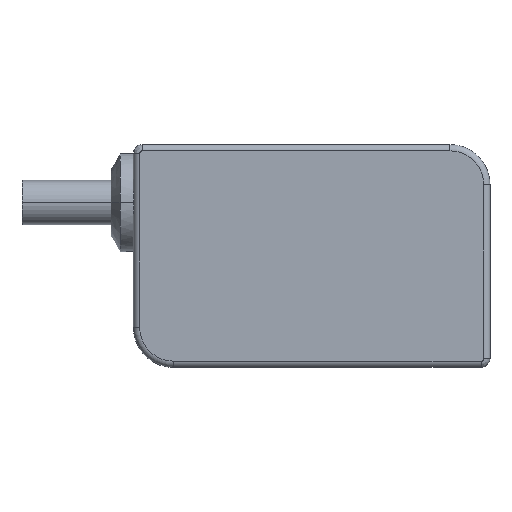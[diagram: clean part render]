
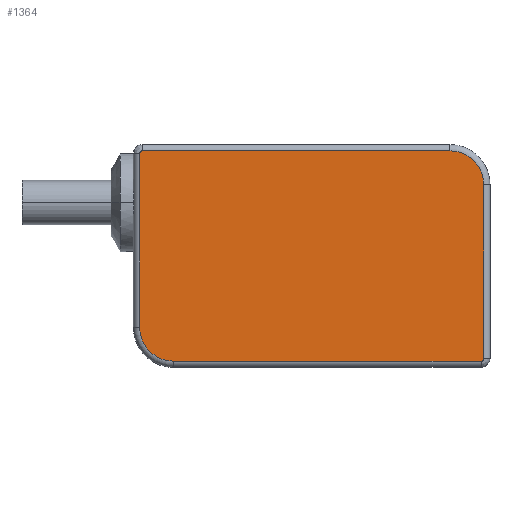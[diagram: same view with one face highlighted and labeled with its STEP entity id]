
A CAD part, front view. The second image highlights one B-rep face of the part: STEP entity #1364.
In plain terms, the highlighted planar face has unit normal (0, -1, 0).
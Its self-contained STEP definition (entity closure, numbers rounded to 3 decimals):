
#41=CARTESIAN_POINT('',(35.5,0.,-4.5));
#42=DIRECTION('',(0.,-1.,0.));
#43=DIRECTION('',(1.,0.,0.));
#44=AXIS2_PLACEMENT_3D('',#41,#42,#43);
#56=DIRECTION('',(-1.,0.,0.));
#57=VECTOR('',#56,34.5);
#58=CARTESIAN_POINT('',(35.5,0.,-0.7));
#59=LINE('',#58,#57);
#69=CARTESIAN_POINT('',(1.,0.,-1.));
#70=DIRECTION('',(0.,-1.,0.));
#71=DIRECTION('',(0.,0.,1.));
#72=AXIS2_PLACEMENT_3D('',#69,#70,#71);
#105=DIRECTION('',(0.,0.,-1.));
#106=VECTOR('',#105,19.5);
#107=CARTESIAN_POINT('',(0.7,0.,-1.));
#108=LINE('',#107,#106);
#212=CARTESIAN_POINT('',(4.5,0.,-20.5));
#213=DIRECTION('',(0.,-1.,0.));
#214=DIRECTION('',(-1.,0.,0.));
#215=AXIS2_PLACEMENT_3D('',#212,#213,#214);
#227=DIRECTION('',(1.,0.,0.));
#228=VECTOR('',#227,34.5);
#229=CARTESIAN_POINT('',(4.5,0.,-24.3));
#230=LINE('',#229,#228);
#240=CARTESIAN_POINT('',(39.,0.,-24.));
#241=DIRECTION('',(0.,-1.,0.));
#242=DIRECTION('',(0.,0.,-1.));
#243=AXIS2_PLACEMENT_3D('',#240,#241,#242);
#255=DIRECTION('',(0.,0.,1.));
#256=VECTOR('',#255,19.5);
#257=CARTESIAN_POINT('',(39.3,0.,-24.));
#258=LINE('',#257,#256);
#1112=CARTESIAN_POINT('',(39.3,0.,-4.5));
#1113=CARTESIAN_POINT('',(35.5,0.,-0.7));
#1114=VERTEX_POINT('',#1112);
#1115=VERTEX_POINT('',#1113);
#1120=CARTESIAN_POINT('',(1.,0.,-0.7));
#1121=VERTEX_POINT('',#1120);
#1124=CARTESIAN_POINT('',(0.7,0.,-1.));
#1125=VERTEX_POINT('',#1124);
#1128=CARTESIAN_POINT('',(0.7,0.,-20.5));
#1129=VERTEX_POINT('',#1128);
#1130=CARTESIAN_POINT('',(4.5,0.,-24.3));
#1131=VERTEX_POINT('',#1130);
#1136=CARTESIAN_POINT('',(39.,0.,-24.3));
#1137=VERTEX_POINT('',#1136);
#1140=CARTESIAN_POINT('',(39.3,0.,-24.));
#1141=VERTEX_POINT('',#1140);
#1341=CARTESIAN_POINT('',(0.,0.,0.));
#1342=DIRECTION('',(0.,1.,0.));
#1343=DIRECTION('',(1.,0.,0.));
#1344=AXIS2_PLACEMENT_3D('',#1341,#1342,#1343);
#1345=PLANE('',#1344);
#1347=ORIENTED_EDGE('',*,*,#1346,.F.);
#1349=ORIENTED_EDGE('',*,*,#1348,.F.);
#1351=ORIENTED_EDGE('',*,*,#1350,.F.);
#1353=ORIENTED_EDGE('',*,*,#1352,.F.);
#1355=ORIENTED_EDGE('',*,*,#1354,.F.);
#1357=ORIENTED_EDGE('',*,*,#1356,.F.);
#1359=ORIENTED_EDGE('',*,*,#1358,.F.);
#1361=ORIENTED_EDGE('',*,*,#1360,.F.);
#1362=EDGE_LOOP('',(#1347,#1349,#1351,#1353,#1355,#1357,#1359,#1361));
#1363=FACE_OUTER_BOUND('',#1362,.F.);
#1364=ADVANCED_FACE('',(#1363),#1345,.F.);
#45=CIRCLE('',#44,3.8);
#73=CIRCLE('',#72,0.3);
#216=CIRCLE('',#215,3.8);
#244=CIRCLE('',#243,0.3);
#1346=EDGE_CURVE('',#1114,#1115,#45,.T.);
#1348=EDGE_CURVE('',#1141,#1114,#258,.T.);
#1350=EDGE_CURVE('',#1137,#1141,#244,.T.);
#1352=EDGE_CURVE('',#1131,#1137,#230,.T.);
#1354=EDGE_CURVE('',#1129,#1131,#216,.T.);
#1356=EDGE_CURVE('',#1125,#1129,#108,.T.);
#1358=EDGE_CURVE('',#1121,#1125,#73,.T.);
#1360=EDGE_CURVE('',#1115,#1121,#59,.T.);
